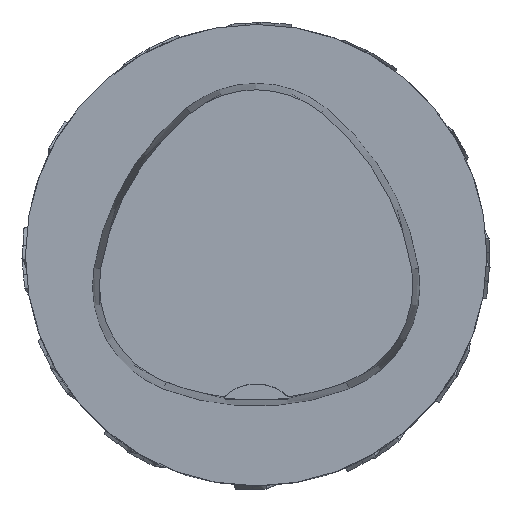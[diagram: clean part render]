
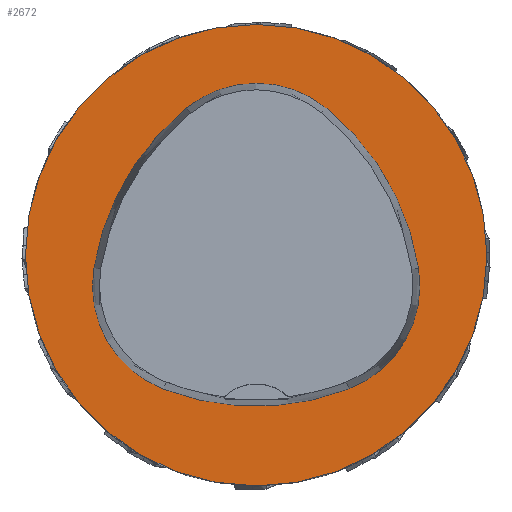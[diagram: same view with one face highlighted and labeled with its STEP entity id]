
A CAD part, top view. The second image highlights one B-rep face of the part: STEP entity #2672.
In plain terms, the highlighted planar face has unit normal (0, 0, 1).
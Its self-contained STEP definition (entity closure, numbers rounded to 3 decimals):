
#424=PLANE('',#13702);
#2672=ADVANCED_FACE('',(#3941,#3942),#424,.T.);
#3941=FACE_BOUND('',#4820,.T.);
#3942=FACE_BOUND('',#4821,.T.);
#4820=EDGE_LOOP('',(#8239,#8240,#8241,#8242,#8243,#8244));
#4821=EDGE_LOOP('',(#8245));
#8239=ORIENTED_EDGE('',*,*,#11181,.T.);
#8240=ORIENTED_EDGE('',*,*,#11161,.T.);
#8241=ORIENTED_EDGE('',*,*,#11165,.T.);
#8242=ORIENTED_EDGE('',*,*,#11168,.T.);
#8243=ORIENTED_EDGE('',*,*,#11171,.T.);
#8244=ORIENTED_EDGE('',*,*,#11179,.T.);
#8245=ORIENTED_EDGE('',*,*,#9488,.F.);
#8343=VERTEX_POINT('',#17252);
#9446=VERTEX_POINT('',#56620);
#9447=VERTEX_POINT('',#56621);
#9450=VERTEX_POINT('',#56629);
#9452=VERTEX_POINT('',#56635);
#9454=VERTEX_POINT('',#56641);
#9461=VERTEX_POINT('',#56662);
#9488=EDGE_CURVE('',#8343,#8343,#11219,.T.);
#11161=EDGE_CURVE('',#9446,#9447,#11939,.T.);
#11165=EDGE_CURVE('',#9447,#9450,#11941,.T.);
#11168=EDGE_CURVE('',#9450,#9452,#11943,.T.);
#11171=EDGE_CURVE('',#9452,#9454,#11945,.T.);
#11179=EDGE_CURVE('',#9454,#9461,#11949,.T.);
#11181=EDGE_CURVE('',#9461,#9446,#11951,.T.);
#11219=CIRCLE('',#12222,25.);
#11939=CIRCLE('',#13680,28.);
#11941=CIRCLE('',#13683,12.);
#11943=CIRCLE('',#13686,28.);
#11945=CIRCLE('',#13689,12.);
#11949=CIRCLE('',#13694,28.);
#11951=CIRCLE('',#13697,12.);
#12222=AXIS2_PLACEMENT_3D('',#17251,#13822,#13823);
#13680=AXIS2_PLACEMENT_3D('',#56619,#17012,#17013);
#13683=AXIS2_PLACEMENT_3D('',#56628,#17020,#17021);
#13686=AXIS2_PLACEMENT_3D('',#56634,#17027,#17028);
#13689=AXIS2_PLACEMENT_3D('',#56640,#17034,#17035);
#13694=AXIS2_PLACEMENT_3D('',#56663,#17046,#17047);
#13697=AXIS2_PLACEMENT_3D('',#56666,#17052,#17053);
#13702=AXIS2_PLACEMENT_3D('',#56671,#17062,#17063);
#13822=DIRECTION('',(0.,0.,-1.));
#13823=DIRECTION('',(-1.,0.,0.));
#17012=DIRECTION('',(0.,0.,-1.));
#17013=DIRECTION('',(-1.,0.,0.));
#17020=DIRECTION('',(0.,0.,-1.));
#17021=DIRECTION('',(-1.,0.,0.));
#17027=DIRECTION('',(0.,0.,-1.));
#17028=DIRECTION('',(-1.,0.,0.));
#17034=DIRECTION('',(0.,0.,-1.));
#17035=DIRECTION('',(-1.,0.,0.));
#17046=DIRECTION('',(0.,0.,-1.));
#17047=DIRECTION('',(-1.,0.,0.));
#17052=DIRECTION('',(0.,0.,-1.));
#17053=DIRECTION('',(-1.,0.,0.));
#17062=DIRECTION('',(0.,0.,1.));
#17063=DIRECTION('',(1.,0.,0.));
#17251=CARTESIAN_POINT('',(0.,0.,0.));
#17252=CARTESIAN_POINT('',(-25.,0.,0.));
#56619=CARTESIAN_POINT('',(10.068,-5.824,0.));
#56620=CARTESIAN_POINT('',(-17.584,-1.424,0.));
#56621=CARTESIAN_POINT('',(-7.531,15.953,0.));
#56628=CARTESIAN_POINT('',(0.011,6.62,0.));
#56629=CARTESIAN_POINT('',(7.567,15.942,0.));
#56634=CARTESIAN_POINT('',(-10.063,-5.81,0.));
#56635=CARTESIAN_POINT('',(17.59,-1.418,0.));
#56640=CARTESIAN_POINT('',(5.739,-3.3,0.));
#56641=CARTESIAN_POINT('',(10.05,-14.499,0.));
#56662=CARTESIAN_POINT('',(-10.025,-14.516,0.));
#56663=CARTESIAN_POINT('',(-0.01,11.631,0.));
#56666=CARTESIAN_POINT('',(-5.733,-3.31,0.));
#56671=CARTESIAN_POINT('',(0.,0.,0.));
